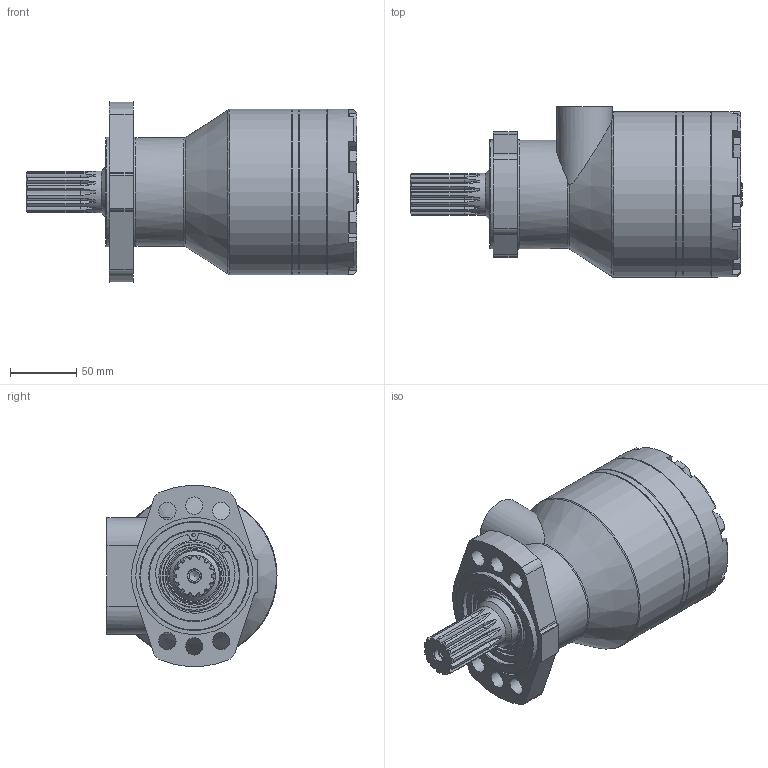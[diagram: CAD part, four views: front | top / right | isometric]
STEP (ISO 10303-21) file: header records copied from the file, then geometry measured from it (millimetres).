
FILE_DESCRIPTION(/* description */ ('STEP AP203'),/* implementation_level */ '2;1');
FILE_NAME(/* name */ 'HWF160L2P(EURO)',/* time_stamp */ '2025-05-02T15:21:50+02:00',/* author */ ('License CC BY-ND 4.0'),/* organization */ ('CADENAS'),/* preprocessor_version */ 'ST-DEVELOPER v19.3',/* originating_system */ 'PARTsolutions',/* authorisation */ ' ');
FILE_SCHEMA (('CONFIG_CONTROL_DESIGN'));
Length unit declared in the file: millimetre
Products named in the file (7): HWF160L2P(EURO); HWFMF; HWL-SH; HWF; HW160D; HWFEC; Hexagon bolt DIN 931-1 M10x370
Assembly tree (12 placements, depth 2):
  HWF160L2P(EURO)
    HWFMF
    HWL-SH
    HWF
    HW160D
    HWFEC
    Hexagon bolt DIN 931-1 M10x370  x7
Bounding box: 250.9 x 128.5 x 136.59 mm (x, y, z)
Volume: 1931741.6 mm3; surface area: 245679.2 mm2
Topology: 12 solids, 12 shells, 418 faces, 983 edges, 622 vertices
Faces by surface type: plane 140, cylinder 133, cone 87, torus 58
Full cylindrical faces by diameter (mm): 2 x2, 2.5 x2, 7.805 x1, 10 x8, 10.4 x7, 10.5 x7, 13.1 x6, 16 x7, 18 x1, 18.631 x2, 21 x1, 31.74 x1, 34 x2, 38.1 x1, 44 x1, 48 x1, 51.6 x1, 65 x1, 68 x3, 71 x1, 82 x1, 82.5 x1, 88.5 x1, 125 x4
Entity records: 8889 total; most frequent: CARTESIAN_POINT 1806, DIRECTION 1508, ORIENTED_EDGE 1290, AXIS2_PLACEMENT_3D 656, EDGE_CURVE 645, VERTEX_POINT 462, FACE_BOUND 441, EDGE_LOOP 436
